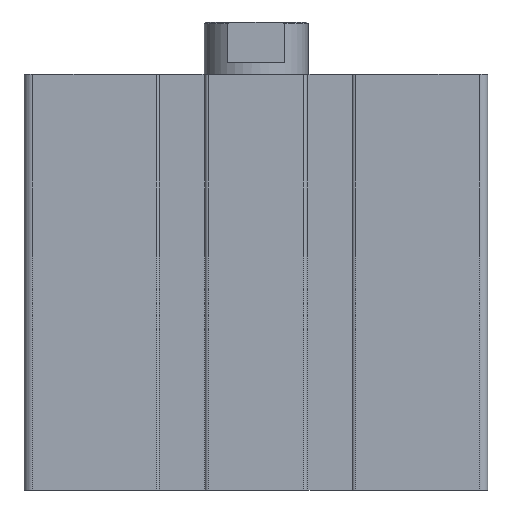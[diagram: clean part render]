
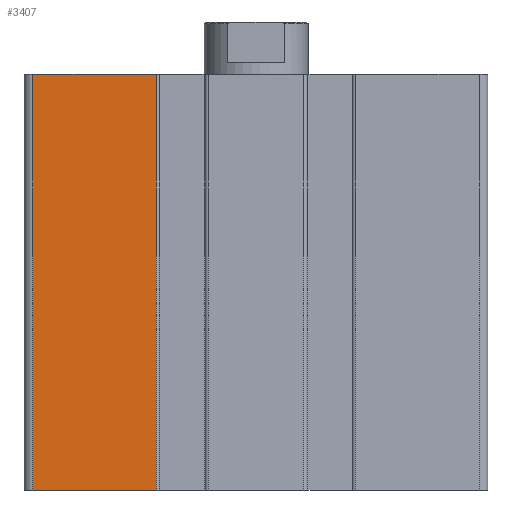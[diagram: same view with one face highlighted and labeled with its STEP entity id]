
A CAD part, front view. The second image highlights one B-rep face of the part: STEP entity #3407.
In plain terms, the highlighted planar face has unit normal (0, -1, 0).
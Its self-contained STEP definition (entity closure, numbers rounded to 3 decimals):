
#54=LINE('',#5221,#330);
#55=LINE('',#5223,#331);
#56=LINE('',#5225,#332);
#57=LINE('',#5227,#333);
#330=VECTOR('',#4098,1000.);
#331=VECTOR('',#4101,1000.);
#332=VECTOR('',#4102,1000.);
#333=VECTOR('',#4103,1000.);
#603=PLANE('',#3652);
#714=ORIENTED_EDGE('',*,*,#1699,.F.);
#715=ORIENTED_EDGE('',*,*,#1698,.F.);
#716=ORIENTED_EDGE('',*,*,#1700,.T.);
#717=ORIENTED_EDGE('',*,*,#1701,.T.);
#1698=EDGE_CURVE('',#2190,#2189,#54,.T.);
#1699=EDGE_CURVE('',#2189,#2191,#55,.T.);
#1700=EDGE_CURVE('',#2190,#2192,#56,.T.);
#1701=EDGE_CURVE('',#2192,#2191,#57,.T.);
#2189=VERTEX_POINT('',#5218);
#2190=VERTEX_POINT('',#5220);
#2191=VERTEX_POINT('',#5224);
#2192=VERTEX_POINT('',#5226);
#2752=EDGE_LOOP('',(#714,#715,#716,#717));
#3032=FACE_BOUND('',#2752,.T.);
#3407=ADVANCED_FACE('',(#3032),#603,.T.);
#3652=AXIS2_PLACEMENT_3D('',#5222,#4099,#4100);
#4098=DIRECTION('',(0.,0.,1.));
#4099=DIRECTION('',(0.,-1.,0.));
#4100=DIRECTION('',(0.,0.,-1.));
#4101=DIRECTION('',(1.,0.,0.));
#4102=DIRECTION('',(1.,0.,0.));
#4103=DIRECTION('',(0.,0.,1.));
#5218=CARTESIAN_POINT('',(-25.75,-26.75,0.));
#5220=CARTESIAN_POINT('',(-25.75,-26.75,-48.));
#5221=CARTESIAN_POINT('',(-25.75,-26.75,-48.));
#5222=CARTESIAN_POINT('',(-25.75,-26.75,-48.));
#5223=CARTESIAN_POINT('',(-25.75,-26.75,0.));
#5224=CARTESIAN_POINT('',(-11.5,-26.75,0.));
#5225=CARTESIAN_POINT('',(-25.75,-26.75,-48.));
#5226=CARTESIAN_POINT('',(-11.5,-26.75,-48.));
#5227=CARTESIAN_POINT('',(-11.5,-26.75,-48.));
